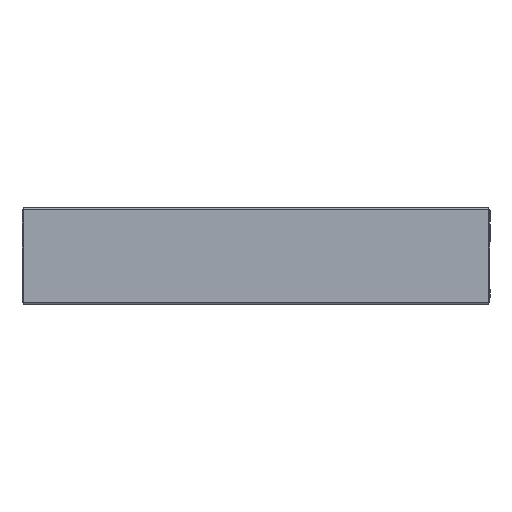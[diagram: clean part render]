
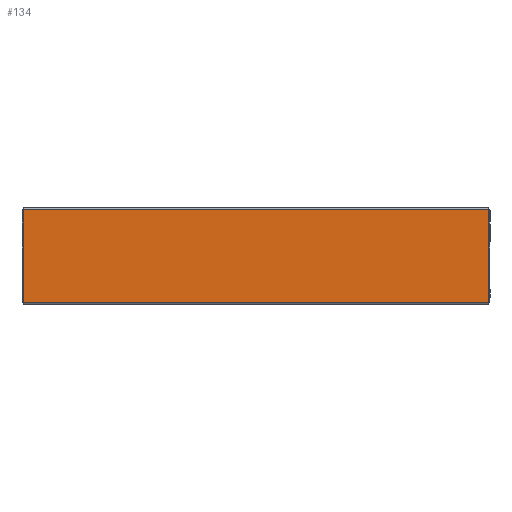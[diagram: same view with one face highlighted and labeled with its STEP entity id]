
A CAD part, top view. The second image highlights one B-rep face of the part: STEP entity #134.
In plain terms, the highlighted planar face has unit normal (0, 0, 1).
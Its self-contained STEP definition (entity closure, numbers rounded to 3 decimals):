
#22 = ORIENTED_EDGE ( 'NONE', *, *, #2137, .F. ) ;
#37 = PLANE ( 'NONE',  #1676 ) ;
#54 = CARTESIAN_POINT ( 'NONE',  ( 453., -90.8, 0. ) ) ;
#117 = CARTESIAN_POINT ( 'NONE',  ( 450.8, -90.8, 0. ) ) ;
#134 = ADVANCED_FACE ( 'NONE', ( #1806 ), #37, .T. ) ;
#161 = VERTEX_POINT ( 'NONE', #1774 ) ;
#178 = DIRECTION ( 'NONE',  ( 1., 0., 0. ) ) ;
#188 = DIRECTION ( 'NONE',  ( 0., 0., 1. ) ) ;
#214 = ORIENTED_EDGE ( 'NONE', *, *, #737, .F. ) ;
#285 = CARTESIAN_POINT ( 'NONE',  ( 450.8, 90.8, 0. ) ) ;
#415 = CARTESIAN_POINT ( 'NONE',  ( -450.8, -90.8, 0. ) ) ;
#422 = DIRECTION ( 'NONE',  ( 0., 1., 0. ) ) ;
#485 = ORIENTED_EDGE ( 'NONE', *, *, #2118, .T. ) ;
#508 = VECTOR ( 'NONE', #652, 1000. ) ;
#652 = DIRECTION ( 'NONE',  ( 0., -1., 0. ) ) ;
#702 = VERTEX_POINT ( 'NONE', #977 ) ;
#737 = EDGE_CURVE ( 'NONE', #1612, #161, #1889, .T. ) ;
#977 = CARTESIAN_POINT ( 'NONE',  ( 450.8, 90.8, 0. ) ) ;
#1009 = DIRECTION ( 'NONE',  ( -1., 0., 0. ) ) ;
#1037 = LINE ( 'NONE', #1880, #1960 ) ;
#1179 = EDGE_CURVE ( 'NONE', #1612, #1689, #1445, .T. ) ;
#1302 = DIRECTION ( 'NONE',  ( 1., 0., 0. ) ) ;
#1426 = CARTESIAN_POINT ( 'NONE',  ( 0., 0., 0. ) ) ;
#1445 = LINE ( 'NONE', #54, #1613 ) ;
#1518 = LINE ( 'NONE', #285, #508 ) ;
#1555 = VECTOR ( 'NONE', #422, 1000. ) ;
#1612 = VERTEX_POINT ( 'NONE', #1985 ) ;
#1613 = VECTOR ( 'NONE', #1302, 1000. ) ;
#1676 = AXIS2_PLACEMENT_3D ( 'NONE', #1426, #188, #178 ) ;
#1689 = VERTEX_POINT ( 'NONE', #117 ) ;
#1774 = CARTESIAN_POINT ( 'NONE',  ( -450.8, 90.8, 0. ) ) ;
#1806 = FACE_OUTER_BOUND ( 'NONE', #2228, .T. ) ;
#1864 = ORIENTED_EDGE ( 'NONE', *, *, #1179, .T. ) ;
#1880 = CARTESIAN_POINT ( 'NONE',  ( 453., 90.8, 0. ) ) ;
#1889 = LINE ( 'NONE', #415, #1555 ) ;
#1960 = VECTOR ( 'NONE', #1009, 1000. ) ;
#1985 = CARTESIAN_POINT ( 'NONE',  ( -450.8, -90.8, 0. ) ) ;
#2118 = EDGE_CURVE ( 'NONE', #702, #161, #1037, .T. ) ;
#2137 = EDGE_CURVE ( 'NONE', #702, #1689, #1518, .T. ) ;
#2228 = EDGE_LOOP ( 'NONE', ( #1864, #22, #485, #214 ) ) ;
